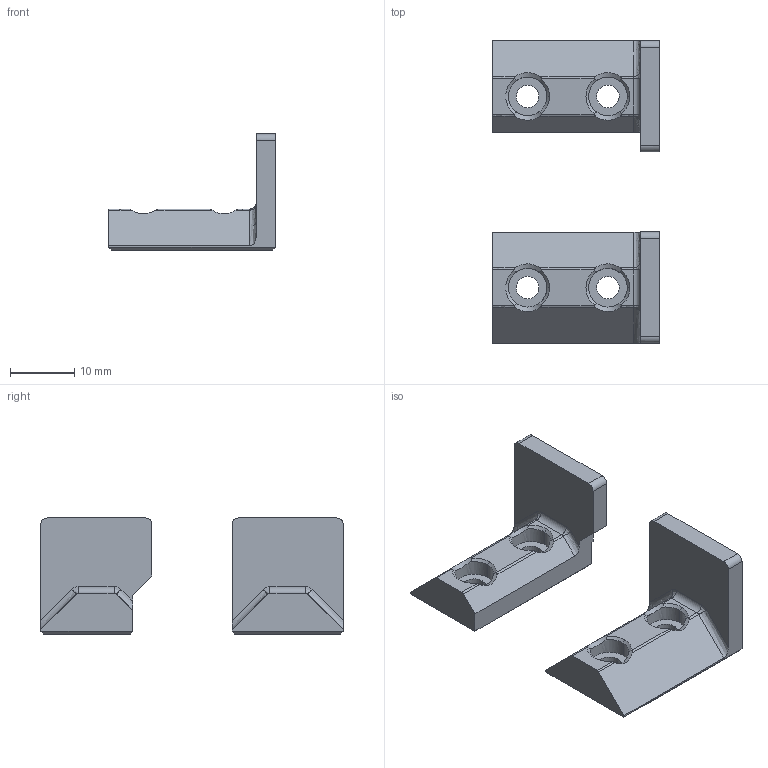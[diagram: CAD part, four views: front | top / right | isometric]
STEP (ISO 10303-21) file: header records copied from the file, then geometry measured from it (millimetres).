
FILE_DESCRIPTION(/* description */ (''),/* implementation_level */ '2;1');
FILE_NAME(/* name */ 'individual_sheetstop_v2.2_v2.4',/* time_stamp */ '2020-07-29T11:52:28+10:00',/* author */ (''),/* organization */ (''),/* preprocessor_version */ 'ST-DEVELOPER v16.5',/* originating_system */ '',/* authorisation */ '');
FILE_SCHEMA (('AUTOMOTIVE_DESIGN'));
Length unit declared in the file: millimetre
Products named in the file (1): Document
Bounding box: 25.9 x 46.92 x 18 mm (x, y, z)
Volume: 4388 mm3; surface area: 3560.1 mm2
Topology: 2 solids, 2 shells, 107 faces, 286 edges, 183 vertices
Faces by surface type: bspline 68, plane 39
Entity records: 4226 total; most frequent: CARTESIAN_POINT 2511, ORIENTED_EDGE 572, EDGE_CURVE 286, VERTEX_POINT 183, B_SPLINE_CURVE_WITH_KNOTS 170, EDGE_LOOP 115, ADVANCED_FACE 107, FACE_OUTER_BOUND 107
